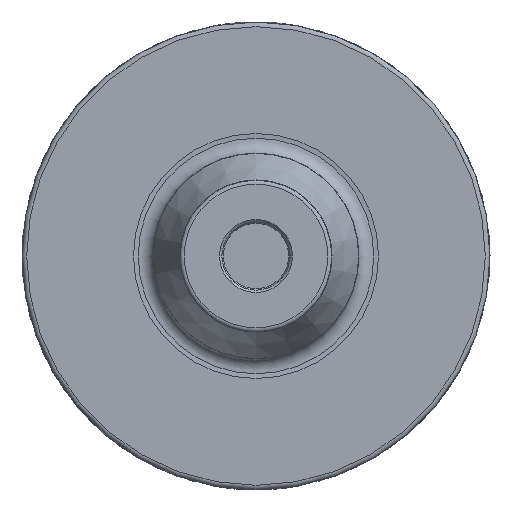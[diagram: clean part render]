
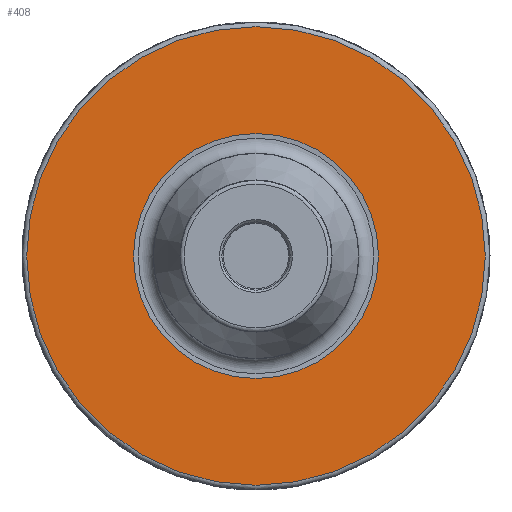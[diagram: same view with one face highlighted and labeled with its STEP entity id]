
A CAD part, left-side view. The second image highlights one B-rep face of the part: STEP entity #408.
In plain terms, the highlighted planar face has unit normal (-1, 0, 0).
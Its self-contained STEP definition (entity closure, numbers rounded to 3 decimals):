
#330=FACE_BOUND('',#575,.T.);
#331=FACE_BOUND('',#576,.T.);
#408=ADVANCED_FACE('',(#330,#331),#465,.F.);
#465=PLANE('',#1440);
#575=EDGE_LOOP('',(#789));
#576=EDGE_LOOP('',(#790));
#789=ORIENTED_EDGE('',*,*,#1238,.T.);
#790=ORIENTED_EDGE('',*,*,#1237,.F.);
#1085=VERTEX_POINT('',#2482);
#1086=VERTEX_POINT('',#2485);
#1237=EDGE_CURVE('',#1085,#1085,#1338,.T.);
#1238=EDGE_CURVE('',#1086,#1086,#1339,.T.);
#1338=CIRCLE('',#1437,48.995);
#1339=CIRCLE('',#1439,26.174);
#1437=AXIS2_PLACEMENT_3D('',#2481,#1681,#1682);
#1439=AXIS2_PLACEMENT_3D('',#2484,#1685,#1686);
#1440=AXIS2_PLACEMENT_3D('',#2486,#1687,#1688);
#1681=DIRECTION('',(1.,0.,0.));
#1682=DIRECTION('',(0.,0.,1.));
#1685=DIRECTION('',(1.,0.,0.));
#1686=DIRECTION('',(0.,0.,1.));
#1687=DIRECTION('',(1.,0.,0.));
#1688=DIRECTION('',(0.,0.,-1.));
#2481=CARTESIAN_POINT('',(42.,0.,0.));
#2482=CARTESIAN_POINT('',(42.,0.,48.995));
#2484=CARTESIAN_POINT('',(42.,0.,0.));
#2485=CARTESIAN_POINT('',(42.,0.,26.174));
#2486=CARTESIAN_POINT('',(42.,48.995,0.));
